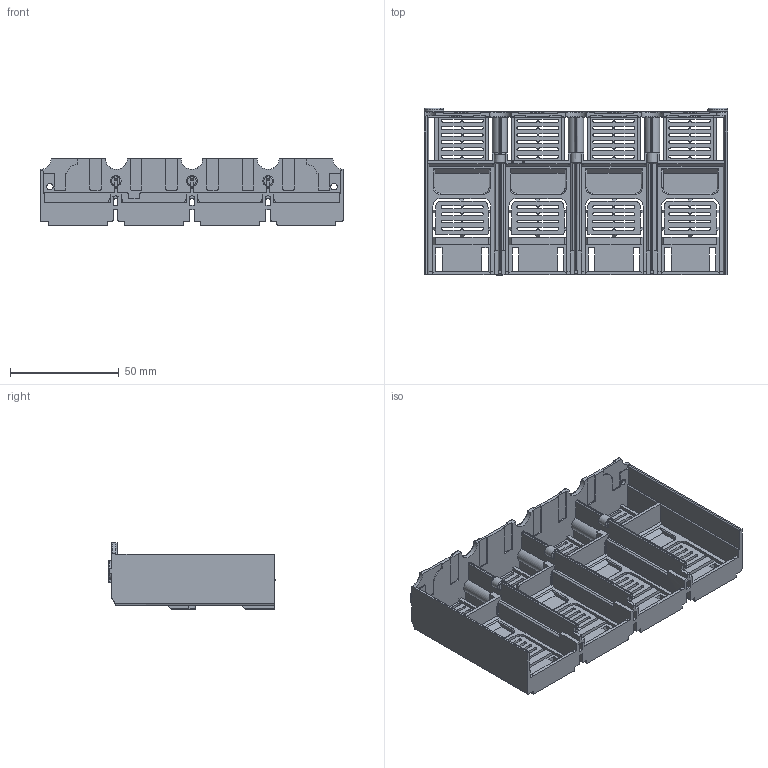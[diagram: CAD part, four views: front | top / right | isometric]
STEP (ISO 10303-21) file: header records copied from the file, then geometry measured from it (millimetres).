
FILE_DESCRIPTION((''),'2;1');
FILE_NAME('250-4P-DUANHUZHAO','2021-09-16T08:39:52',('zhxmin'),(''),'CREO PARAMETRIC BY PTC INC, 2018020','CREO PARAMETRIC BY PTC INC, 2018020','');
FILE_SCHEMA(('CONFIG_CONTROL_DESIGN','SHAPE_APPEARANCE_LAYERS_GROUPS'));
Length unit declared in the file: metre
Products named in the file (1): 250-4P-DUANHUZHAO
Bounding box: 139.45 x 76.87 x 30.7 mm (x, y, z)
Surface area: 56134.3 mm2 (no closed solid volume)
Topology: 0 solids, 3 shells, 1102 faces, 3392 edges, 2253 vertices
Faces by surface type: plane 697, cylinder 365, torus 35, sphere 5
Entity records: 46595 total; most frequent: CARTESIAN_POINT 7572, ORIENTED_EDGE 6765, DIRECTION 6186, EDGE_CURVE 3390, VECTOR 2384, LINE 2384, VERTEX_POINT 2256, AXIS2_PLACEMENT_3D 1901
